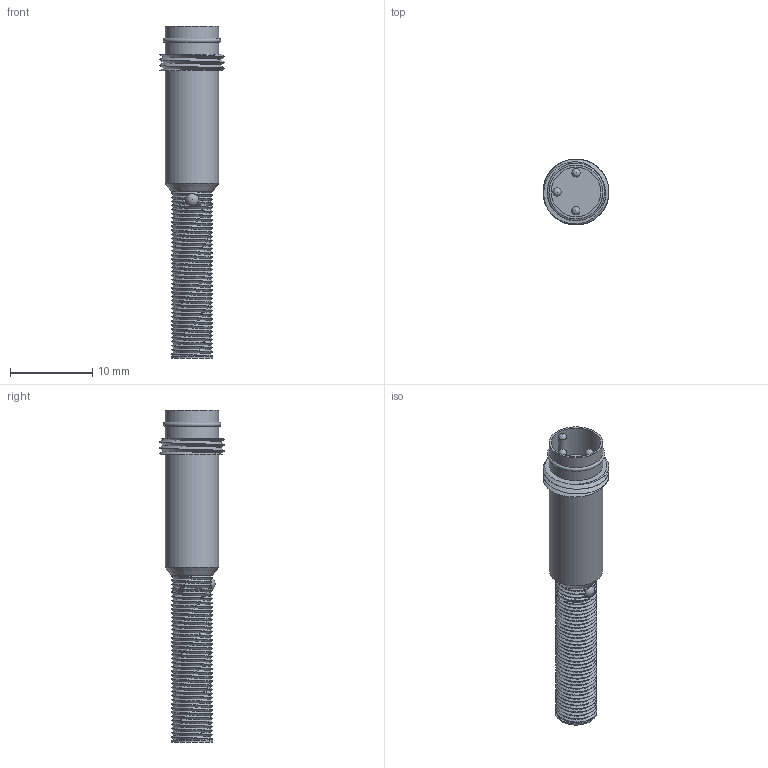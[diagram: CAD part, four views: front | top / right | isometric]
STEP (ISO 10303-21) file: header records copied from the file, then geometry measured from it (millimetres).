
FILE_DESCRIPTION(/* description */ (''),/* implementation_level */ '2;1');
FILE_NAME(/* name */ 'M5_B_STECKER_I1SF-M0501N-OPU3.stp',/* time_stamp */ '2021-08-11T14:05:18+02:00',/* author */ ('S. Sandt'),/* organization */ ('di-soric GmbH & Co. KG'),/* preprocessor_version */ 'ST-DEVELOPER v18.1',/* originating_system */ 'Autodesk Inventor 2021',/* authorisation */ '');
FILE_SCHEMA (('AUTOMOTIVE_DESIGN { 1 0 10303 214 3 1 1 }'));
Length unit declared in the file: millimetre
Products named in the file (1): Bauteil122
Bounding box: 8 x 8 x 40.25 mm (x, y, z)
Volume: 939.7 mm3; surface area: 1072.6 mm2
Topology: 1 solids, 2 shells, 92 faces, 252 edges, 167 vertices
Faces by surface type: cylinder 61, plane 15, bspline 9, sphere 4, torus 2, cone 1
Full cylindrical faces by diameter (mm): 1 x3, 1.5 x1, 5 x38, 6 x1, 6.5 x2, 8 x2
Entity records: 16221 total; most frequent: CARTESIAN_POINT 14121, ORIENTED_EDGE 496, DIRECTION 329, EDGE_CURVE 248, VERTEX_POINT 167, AXIS2_PLACEMENT_3D 136, B_SPLINE_CURVE_WITH_KNOTS 134, EDGE_LOOP 101
